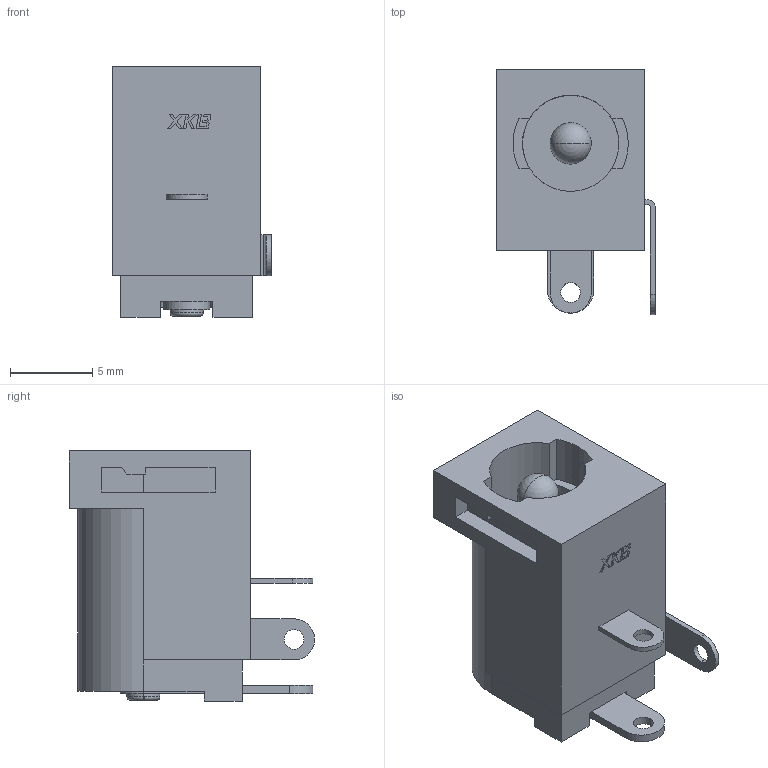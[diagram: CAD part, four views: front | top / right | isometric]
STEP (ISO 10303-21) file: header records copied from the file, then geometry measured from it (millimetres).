
FILE_DESCRIPTION(('STEP AP214'),'1');
FILE_NAME('dc-005i-5a-2_5.stp','2021-07-05T10:21:18',('TraceParts'),('TraceParts S.A.'),'Spatial InterOp 3D',' ',' ');
FILE_SCHEMA(('AUTOMOTIVE_DESIGN { 1 0 10303 214 1 1 1 1 }'));
Length unit declared in the file: millimetre
Products named in the file (1): dc-005i-5a-2_5
Bounding box: 9.65 x 14.9 x 15.2 mm (x, y, z)
Volume: 999.3 mm3; surface area: 1172 mm2
Topology: 1 solids, 2 shells, 156 faces, 423 edges, 277 vertices
Faces by surface type: plane 112, cylinder 30, torus 12, sphere 2
Entity records: 4902 total; most frequent: CARTESIAN_POINT 855, ORIENTED_EDGE 842, DIRECTION 831, EDGE_CURVE 421, LINE 325, VECTOR 325, VERTEX_POINT 277, AXIS2_PLACEMENT_3D 253
